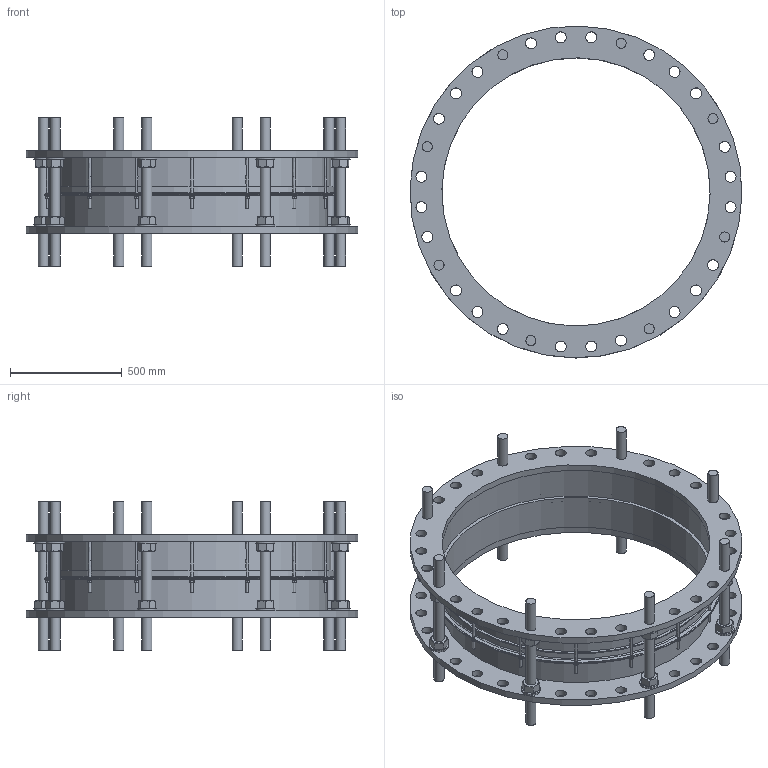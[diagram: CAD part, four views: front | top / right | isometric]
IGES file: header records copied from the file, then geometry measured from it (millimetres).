
Start section: SolidWorks IGES file using analytic representation for surfaces
Global section: file name: O_265_30_DN1200_iges.IGS; native system: SolidWorks 2012; preprocessor: SolidWorks 2012; author: anwu; date: 150605.141517; units: millimetre
Bounding box: 1485 x 1485 x 665 mm (x, y, z)
Surface area: 6593552.6 mm2 (no closed solid volume)
Topology: 0 solids, 0 shells, 606 faces, 4014 edges, 4533 vertices
Faces by surface type: bspline 312, revolution 294
